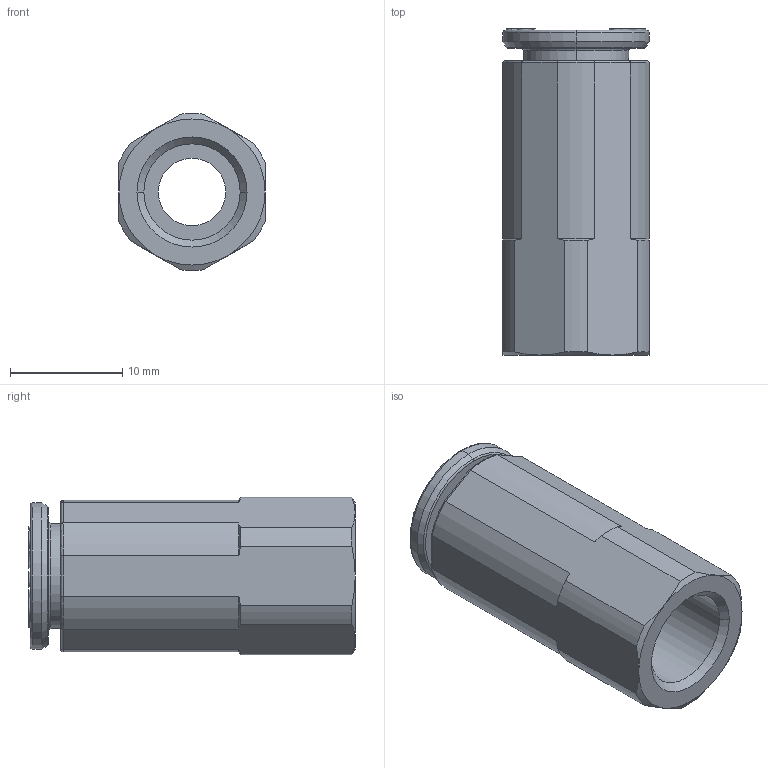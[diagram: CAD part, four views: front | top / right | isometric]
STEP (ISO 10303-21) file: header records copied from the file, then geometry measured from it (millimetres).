
FILE_DESCRIPTION(('STEP AP214'),'1');
FILE_NAME('6814_08_10.stp','2016-07-07T14:43:46',('TraceParts'),('TraceParts S.A.'),'Spatial InterOp 3D',' ',' ');
FILE_SCHEMA(('automotive_design'));
Length unit declared in the file: millimetre
Products named in the file (6): 6814 08 10|44108-18_ASM_1348#44108-18_ASM|44108-31_1344#44108-31;Solide1; 6814 08 10|44108-18_ASM_1348#44108-18_ASM|44108_1345#44108;Solide1; 6814 08 10|44108-18_ASM_1348#44108-18_ASM|44108-30_1346#44108-30;Solide1; 6814 08 10|44108-18_ASM_1348#44108-18_ASM|44108-40_1347#44108-40;Solide1; 6814 08 10|44408-10-69_1343#44408-10-69;Solide1; 6814 08 10|44108-11-10-ASM_1349#44108-11-10-ASM;Solide1
Bounding box: 13 x 29.05 x 13.98 mm (x, y, z)
Volume: 2340.3 mm3; surface area: 3845.7 mm2
Topology: 6 solids, 6 shells, 699 faces, 1839 edges, 1179 vertices
Faces by surface type: plane 417, cone 93, cylinder 87, bspline 56, torus 44, sphere 2
Entity records: 29771 total; most frequent: CARTESIAN_POINT 6998, ORIENTED_EDGE 3674, DIRECTION 3335, EDGE_CURVE 1837, LINE 1293, VECTOR 1293, VERTEX_POINT 1179, AXIS2_PLACEMENT_3D 1021
